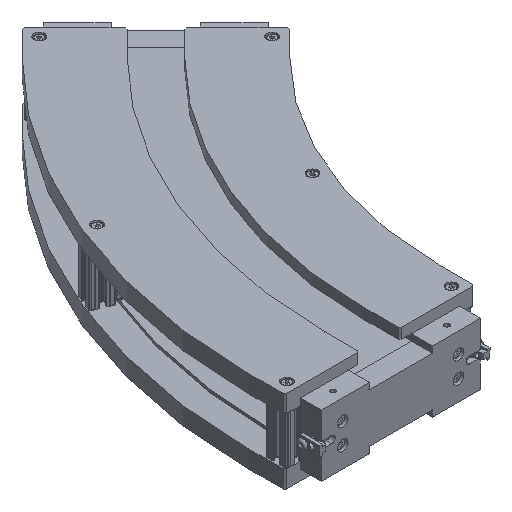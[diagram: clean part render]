
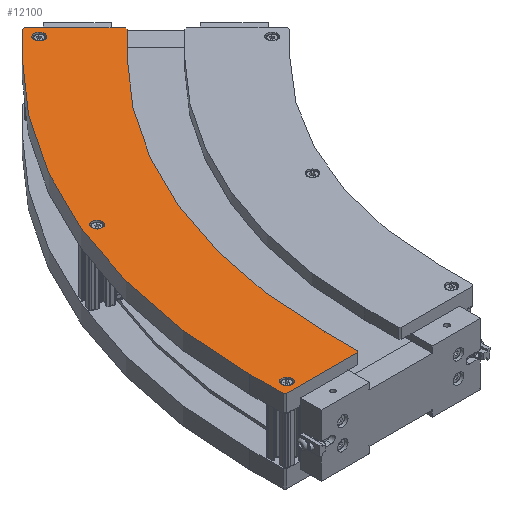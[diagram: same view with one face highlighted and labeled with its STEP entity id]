
A CAD part, isometric view. The second image highlights one B-rep face of the part: STEP entity #12100.
In plain terms, the highlighted planar face has unit normal (0, 0, 1).
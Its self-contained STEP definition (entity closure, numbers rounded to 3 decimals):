
#325=FACE_BOUND('',#1769,.T.);
#326=FACE_BOUND('',#1770,.T.);
#327=FACE_BOUND('',#1771,.T.);
#598=PLANE('',#13307);
#1127=FACE_OUTER_BOUND('',#1768,.T.);
#1768=EDGE_LOOP('',(#10114,#10115,#10116,#10117,#10118,#10119,#10120,#10121,
#10122,#10123,#10124,#10125));
#1769=EDGE_LOOP('',(#10126));
#1770=EDGE_LOOP('',(#10127));
#1771=EDGE_LOOP('',(#10128));
#2776=LINE('',#19431,#3948);
#2781=LINE('',#19440,#3953);
#2795=LINE('',#19510,#3967);
#2797=LINE('',#19514,#3969);
#2822=LINE('',#19570,#3994);
#2827=LINE('',#19579,#3999);
#2833=LINE('',#19595,#4005);
#2845=LINE('',#19624,#4017);
#2849=LINE('',#19635,#4021);
#2852=LINE('',#19642,#4024);
#3948=VECTOR('',#15894,10.);
#3953=VECTOR('',#15903,10.);
#3967=VECTOR('',#15991,10.);
#3969=VECTOR('',#15995,10.);
#3994=VECTOR('',#16038,10.);
#3999=VECTOR('',#16045,10.);
#4005=VECTOR('',#16061,10.);
#4017=VECTOR('',#16097,10.);
#4021=VECTOR('',#16113,10.);
#4024=VECTOR('',#16122,10.);
#4655=CIRCLE('',#13236,7.5);
#4661=CIRCLE('',#13248,7.5);
#4667=CIRCLE('',#13260,7.5);
#4679=CIRCLE('',#13298,679.);
#4680=CIRCLE('',#13304,785.);
#5563=VERTEX_POINT('',#19428);
#5564=VERTEX_POINT('',#19430);
#5565=VERTEX_POINT('',#19437);
#5566=VERTEX_POINT('',#19439);
#5569=VERTEX_POINT('',#19448);
#5575=VERTEX_POINT('',#19470);
#5581=VERTEX_POINT('',#19492);
#5585=VERTEX_POINT('',#19509);
#5586=VERTEX_POINT('',#19513);
#5608=VERTEX_POINT('',#19569);
#5611=VERTEX_POINT('',#19577);
#5616=VERTEX_POINT('',#19594);
#5621=VERTEX_POINT('',#19623);
#5622=VERTEX_POINT('',#19634);
#5623=VERTEX_POINT('',#19638);
#7077=EDGE_CURVE('',#5564,#5563,#2776,.T.);
#7082=EDGE_CURVE('',#5565,#5566,#2781,.T.);
#7086=EDGE_CURVE('',#5569,#5569,#4655,.T.);
#7096=EDGE_CURVE('',#5575,#5575,#4661,.T.);
#7106=EDGE_CURVE('',#5581,#5581,#4667,.T.);
#7114=EDGE_CURVE('',#5564,#5585,#2795,.T.);
#7116=EDGE_CURVE('',#5586,#5566,#2797,.T.);
#7145=EDGE_CURVE('',#5608,#5563,#2822,.T.);
#7150=EDGE_CURVE('',#5608,#5611,#2827,.T.);
#7158=EDGE_CURVE('',#5586,#5616,#2833,.T.);
#7172=EDGE_CURVE('',#5621,#5616,#2845,.T.);
#7174=EDGE_CURVE('',#5611,#5621,#4679,.T.);
#7177=EDGE_CURVE('',#5622,#5585,#2849,.T.);
#7179=EDGE_CURVE('',#5623,#5622,#4680,.T.);
#7181=EDGE_CURVE('',#5565,#5623,#2852,.T.);
#10114=ORIENTED_EDGE('',*,*,#7114,.F.);
#10115=ORIENTED_EDGE('',*,*,#7077,.T.);
#10116=ORIENTED_EDGE('',*,*,#7145,.F.);
#10117=ORIENTED_EDGE('',*,*,#7150,.T.);
#10118=ORIENTED_EDGE('',*,*,#7174,.T.);
#10119=ORIENTED_EDGE('',*,*,#7172,.T.);
#10120=ORIENTED_EDGE('',*,*,#7158,.F.);
#10121=ORIENTED_EDGE('',*,*,#7116,.T.);
#10122=ORIENTED_EDGE('',*,*,#7082,.F.);
#10123=ORIENTED_EDGE('',*,*,#7181,.T.);
#10124=ORIENTED_EDGE('',*,*,#7179,.T.);
#10125=ORIENTED_EDGE('',*,*,#7177,.T.);
#10126=ORIENTED_EDGE('',*,*,#7086,.T.);
#10127=ORIENTED_EDGE('',*,*,#7096,.T.);
#10128=ORIENTED_EDGE('',*,*,#7106,.T.);
#12100=ADVANCED_FACE('',(#1127,#325,#326,#327),#598,.T.);
#13236=AXIS2_PLACEMENT_3D('',#19449,#15913,#15914);
#13248=AXIS2_PLACEMENT_3D('',#19471,#15941,#15942);
#13260=AXIS2_PLACEMENT_3D('',#19493,#15969,#15970);
#13298=AXIS2_PLACEMENT_3D('',#19627,#16101,#16102);
#13304=AXIS2_PLACEMENT_3D('',#19639,#16117,#16118);
#13307=AXIS2_PLACEMENT_3D('',#19644,#16125,#16126);
#15894=DIRECTION('',(-0.707,-0.707,0.));
#15903=DIRECTION('',(-0.707,-0.707,0.));
#15913=DIRECTION('center_axis',(0.,0.,-1.));
#15914=DIRECTION('ref_axis',(1.,0.,0.));
#15941=DIRECTION('center_axis',(0.,0.,-1.));
#15942=DIRECTION('ref_axis',(1.,0.,0.));
#15969=DIRECTION('center_axis',(0.,0.,-1.));
#15970=DIRECTION('ref_axis',(1.,0.,0.));
#15991=DIRECTION('',(1.,0.,0.));
#15995=DIRECTION('',(1.,0.,0.));
#16038=DIRECTION('',(0.,1.,0.));
#16045=DIRECTION('',(0.707,-0.707,0.));
#16061=DIRECTION('',(-0.707,0.707,0.));
#16097=DIRECTION('',(0.,-1.,0.));
#16101=DIRECTION('center_axis',(0.,0.,-1.));
#16102=DIRECTION('ref_axis',(1.,0.,0.));
#16113=DIRECTION('',(-0.707,0.707,0.));
#16117=DIRECTION('center_axis',(0.,0.,1.));
#16118=DIRECTION('ref_axis',(1.,0.,0.));
#16122=DIRECTION('',(0.,1.,0.));
#16125=DIRECTION('center_axis',(0.,0.,1.));
#16126=DIRECTION('ref_axis',(1.,0.,0.));
#19428=CARTESIAN_POINT('',(446.184,516.895,14.5));
#19430=CARTESIAN_POINT('',(517.956,588.666,14.5));
#19431=CARTESIAN_POINT('',(519.723,590.434,14.5));
#19437=CARTESIAN_POINT('',(785.,-47.5,14.5));
#19439=CARTESIAN_POINT('',(782.5,-50.,14.5));
#19440=CARTESIAN_POINT('',(756.25,-76.25,14.5));
#19448=CARTESIAN_POINT('',(701.578,293.71,14.5));
#19449=CARTESIAN_POINT('Origin',(709.078,293.71,14.5));
#19470=CARTESIAN_POINT('',(510.456,567.453,14.5));
#19471=CARTESIAN_POINT('Origin',(517.956,567.453,14.5));
#19492=CARTESIAN_POINT('',(760.,-35.,14.5));
#19493=CARTESIAN_POINT('Origin',(767.5,-35.,14.5));
#19509=CARTESIAN_POINT('',(521.491,588.666,14.5));
#19510=CARTESIAN_POINT('',(584.862,588.666,14.5));
#19513=CARTESIAN_POINT('',(681.,-50.,14.5));
#19514=CARTESIAN_POINT('',(515.,-50.,14.5));
#19569=CARTESIAN_POINT('',(446.184,514.067,14.5));
#19570=CARTESIAN_POINT('',(446.184,245.24,14.5));
#19577=CARTESIAN_POINT('',(480.126,480.126,14.5));
#19579=CARTESIAN_POINT('',(631.198,329.053,14.5));
#19594=CARTESIAN_POINT('',(679.,-48.,14.5));
#19595=CARTESIAN_POINT('',(666.5,-35.5,14.5));
#19623=CARTESIAN_POINT('',(679.,0.,14.5));
#19624=CARTESIAN_POINT('',(679.,-12.5,14.5));
#19627=CARTESIAN_POINT('Origin',(0.,0.,14.5));
#19634=CARTESIAN_POINT('',(555.079,555.079,14.5));
#19635=CARTESIAN_POINT('',(555.079,555.079,14.5));
#19638=CARTESIAN_POINT('',(785.,0.,14.5));
#19639=CARTESIAN_POINT('Origin',(0.,0.,14.5));
#19642=CARTESIAN_POINT('',(785.,-50.,14.5));
#19644=CARTESIAN_POINT('Origin',(650.,-25.,14.5));
